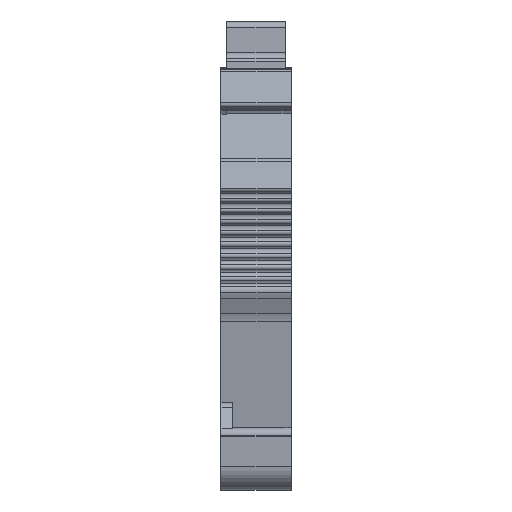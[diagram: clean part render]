
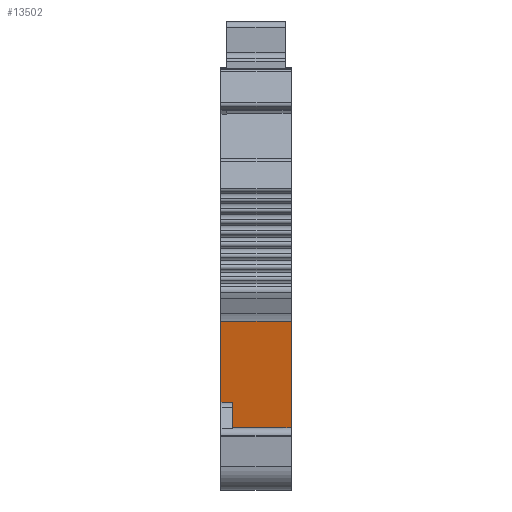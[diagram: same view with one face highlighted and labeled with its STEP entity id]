
A CAD part, left-side view. The second image highlights one B-rep face of the part: STEP entity #13502.
In plain terms, the highlighted planar face has unit normal (-0.985, 0, -0.171).
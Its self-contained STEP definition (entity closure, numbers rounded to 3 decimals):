
#2210=ORIENTED_EDGE('',*,*,#4568,.T.);
#2211=ORIENTED_EDGE('',*,*,#4338,.F.);
#2212=ORIENTED_EDGE('',*,*,#4214,.F.);
#2213=ORIENTED_EDGE('',*,*,#4566,.T.);
#2214=ORIENTED_EDGE('',*,*,#4569,.T.);
#2215=ORIENTED_EDGE('',*,*,#4570,.F.);
#4214=EDGE_CURVE('',#5526,#5527,#6543,.T.);
#4338=EDGE_CURVE('',#5527,#5621,#6636,.T.);
#4566=EDGE_CURVE('',#5526,#5772,#6784,.T.);
#4568=EDGE_CURVE('',#5773,#5621,#6785,.T.);
#4569=EDGE_CURVE('',#5772,#5774,#6786,.T.);
#4570=EDGE_CURVE('',#5773,#5774,#6787,.T.);
#5526=VERTEX_POINT('',#18805);
#5527=VERTEX_POINT('',#18806);
#5621=VERTEX_POINT('',#19067);
#5772=VERTEX_POINT('',#19529);
#5773=VERTEX_POINT('',#19533);
#5774=VERTEX_POINT('',#19535);
#6543=LINE('',#18804,#7574);
#6636=LINE('',#19066,#7667);
#6784=LINE('',#19528,#7815);
#6785=LINE('',#19532,#7816);
#6786=LINE('',#19534,#7817);
#6787=LINE('',#19536,#7818);
#7574=VECTOR('',#15738,1000.);
#7667=VECTOR('',#15963,1000.);
#7815=VECTOR('',#16421,1000.);
#7816=VECTOR('',#16426,1000.);
#7817=VECTOR('',#16427,1000.);
#7818=VECTOR('',#16428,1000.);
#8498=EDGE_LOOP('',(#2210,#2211,#2212,#2213,#2214,#2215));
#9036=FACE_BOUND('',#8498,.T.);
#9461=PLANE('',#14261);
#13502=ADVANCED_FACE('',(#9036),#9461,.T.);
#14261=AXIS2_PLACEMENT_3D('',#19531,#16424,#16425);
#15738=DIRECTION('',(-0.171,0.,0.985));
#15963=DIRECTION('',(0.,1.,0.));
#16421=DIRECTION('',(0.,-1.,0.));
#16424=DIRECTION('',(-0.985,0.,-0.171));
#16425=DIRECTION('',(-0.171,0.,0.985));
#16426=DIRECTION('',(0.171,0.,-0.985));
#16427=DIRECTION('',(-0.171,0.,0.985));
#16428=DIRECTION('',(0.,-1.,0.));
#18804=CARTESIAN_POINT('',(-26.136,2.3,-10.565));
#18805=CARTESIAN_POINT('',(-25.354,2.3,-15.072));
#18806=CARTESIAN_POINT('',(-26.18,2.3,-10.31));
#19066=CARTESIAN_POINT('',(-26.18,62.477,-10.31));
#19067=CARTESIAN_POINT('',(-26.18,3.3,-10.31));
#19528=CARTESIAN_POINT('',(-25.354,62.477,-15.072));
#19529=CARTESIAN_POINT('',(-25.354,-2.7,-15.072));
#19531=CARTESIAN_POINT('',(-27.421,62.477,-3.156));
#19532=CARTESIAN_POINT('',(-27.421,3.3,-3.156));
#19533=CARTESIAN_POINT('',(-27.38,3.3,-3.391));
#19534=CARTESIAN_POINT('',(-27.421,-2.7,-3.156));
#19535=CARTESIAN_POINT('',(-27.38,-2.7,-3.391));
#19536=CARTESIAN_POINT('',(-27.38,62.477,-3.391));
